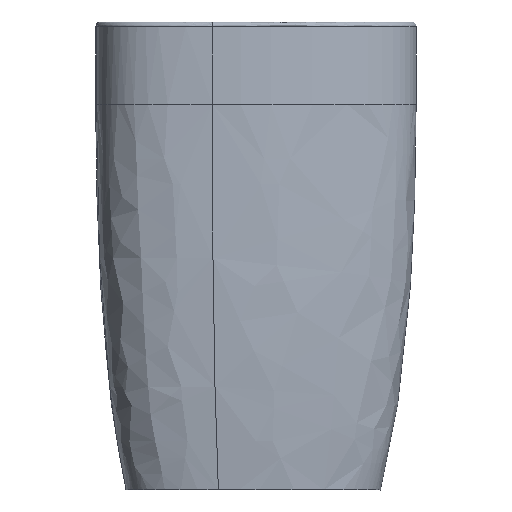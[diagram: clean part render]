
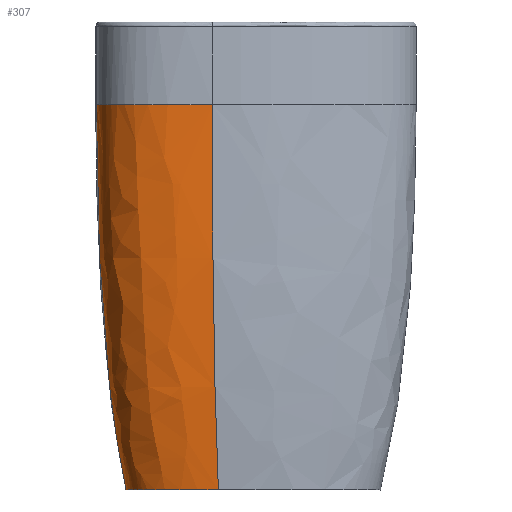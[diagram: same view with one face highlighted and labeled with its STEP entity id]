
A CAD part, front view. The second image highlights one B-rep face of the part: STEP entity #307.
In plain terms, the highlighted free-form (B-spline) face has degree [3, 2] with [7, 5] control points.
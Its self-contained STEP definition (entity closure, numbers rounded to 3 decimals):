
#307=ADVANCED_FACE('',(#466),#420,.T.);
#420=B_SPLINE_SURFACE_WITH_KNOTS('',3,2,((#3238,#3239,#3240,#3241,#3242),
(#3243,#3244,#3245,#3246,#3247),(#3248,#3249,#3250,#3251,#3252),(#3253,
#3254,#3255,#3256,#3257),(#3258,#3259,#3260,#3261,#3262),(#3263,#3264,#3265,
#3266,#3267),(#3268,#3269,#3270,#3271,#3272)),.UNSPECIFIED.,.F.,.F.,.F.,
(4,3,4),(3,2,3),(0.,0.01,1.),(0.,0.99,1.),
 .UNSPECIFIED.);
#466=FACE_OUTER_BOUND('',#561,.T.);
#561=EDGE_LOOP('',(#714,#715,#716,#717));
#714=ORIENTED_EDGE('',*,*,#1440,.T.);
#715=ORIENTED_EDGE('',*,*,#1459,.F.);
#716=ORIENTED_EDGE('',*,*,#1460,.F.);
#717=ORIENTED_EDGE('',*,*,#1461,.T.);
#1255=VERTEX_POINT('',#2134);
#1256=VERTEX_POINT('',#2138);
#1270=VERTEX_POINT('',#3229);
#1271=VERTEX_POINT('',#3233);
#1440=EDGE_CURVE('',#1256,#1255,#1722,.T.);
#1459=EDGE_CURVE('',#1270,#1255,#1741,.T.);
#1460=EDGE_CURVE('',#1271,#1270,#1742,.T.);
#1461=EDGE_CURVE('',#1271,#1256,#1743,.T.);
#1722=B_SPLINE_CURVE_WITH_KNOTS('',2,(#2135,#2136,#2137),.UNSPECIFIED.,
 .F.,.F.,(3,3),(0.,1.),.UNSPECIFIED.);
#1741=B_SPLINE_CURVE_WITH_KNOTS('',3,(#3188,#3189,#3190,#3191,#3192,#3193,
#3194,#3195,#3196,#3197,#3198,#3199,#3200,#3201,#3202,#3203,#3204,#3205,
#3206,#3207,#3208,#3209,#3210,#3211,#3212,#3213,#3214,#3215,#3216,#3217,
#3218,#3219,#3220,#3221,#3222,#3223,#3224,#3225,#3226,#3227,#3228),
 .UNSPECIFIED.,.F.,.F.,(4,2,2,1,1,1,1,1,2,2,1,1,1,1,1,1,2,2,1,1,1,1,1,1,
2,2,1,1,1,1,4),(0.,0.125,0.127,0.129,
0.133,0.141,0.156,0.187,
0.25,0.252,0.254,0.258,
0.266,0.281,0.312,0.375,
0.5,0.502,0.504,0.508,
0.516,0.531,0.562,0.625,
0.75,0.758,0.766,0.781,
0.812,0.875,1.),.UNSPECIFIED.);
#1742=B_SPLINE_CURVE_WITH_KNOTS('',2,(#3230,#3231,#3232),.UNSPECIFIED.,
 .F.,.F.,(3,3),(0.,1.),.UNSPECIFIED.);
#1743=B_SPLINE_CURVE_WITH_KNOTS('',3,(#3234,#3235,#3236,#3237),
 .UNSPECIFIED.,.F.,.F.,(4,4),(0.,1.),.UNSPECIFIED.);
#2134=CARTESIAN_POINT('',(1039.126,492.961,-849.972));
#2135=CARTESIAN_POINT('',(985.179,474.629,-149.972));
#2136=CARTESIAN_POINT('',(985.179,474.629,-602.249));
#2137=CARTESIAN_POINT('',(1039.126,492.961,-849.972));
#2138=CARTESIAN_POINT('',(985.179,474.629,-149.972));
#3188=CARTESIAN_POINT('',(1206.263,395.951,-849.972));
#3189=CARTESIAN_POINT('',(1195.678,395.246,-849.972));
#3190=CARTESIAN_POINT('',(1186.448,394.8,-849.972));
#3191=CARTESIAN_POINT('',(1178.45,394.611,-849.972));
#3192=CARTESIAN_POINT('',(1178.261,394.607,-849.972));
#3193=CARTESIAN_POINT('',(1177.951,394.6,-849.972));
#3194=CARTESIAN_POINT('',(1177.485,394.589,-849.972));
#3195=CARTESIAN_POINT('',(1176.402,394.567,-849.972));
#3196=CARTESIAN_POINT('',(1174.252,394.531,-849.972));
#3197=CARTESIAN_POINT('',(1170.013,394.487,-849.972));
#3198=CARTESIAN_POINT('',(1161.774,394.518,-849.972));
#3199=CARTESIAN_POINT('',(1155.127,394.749,-849.972));
#3200=CARTESIAN_POINT('',(1150.746,395.001,-849.972));
#3201=CARTESIAN_POINT('',(1150.546,395.013,-849.972));
#3202=CARTESIAN_POINT('',(1150.214,395.033,-849.972));
#3203=CARTESIAN_POINT('',(1149.716,395.063,-849.972));
#3204=CARTESIAN_POINT('',(1148.559,395.136,-849.972));
#3205=CARTESIAN_POINT('',(1146.263,395.294,-849.972));
#3206=CARTESIAN_POINT('',(1141.736,395.661,-849.972));
#3207=CARTESIAN_POINT('',(1132.952,396.59,-849.972));
#3208=CARTESIAN_POINT('',(1116.456,399.236,-849.972));
#3209=CARTESIAN_POINT('',(1104.158,402.852,-849.972));
#3210=CARTESIAN_POINT('',(1096.662,405.909,-849.972));
#3211=CARTESIAN_POINT('',(1096.488,405.98,-849.972));
#3212=CARTESIAN_POINT('',(1096.2,406.099,-849.972));
#3213=CARTESIAN_POINT('',(1095.768,406.278,-849.972));
#3214=CARTESIAN_POINT('',(1094.768,406.701,-849.972));
#3215=CARTESIAN_POINT('',(1092.789,407.567,-849.972));
#3216=CARTESIAN_POINT('',(1088.921,409.379,-849.972));
#3217=CARTESIAN_POINT('',(1081.551,413.327,-849.972));
#3218=CARTESIAN_POINT('',(1068.263,422.51,-849.972));
#3219=CARTESIAN_POINT('',(1059.367,432.592,-849.972));
#3220=CARTESIAN_POINT('',(1054.242,440.778,-849.972));
#3221=CARTESIAN_POINT('',(1053.995,441.181,-849.972));
#3222=CARTESIAN_POINT('',(1053.458,442.076,-849.972));
#3223=CARTESIAN_POINT('',(1052.662,443.429,-849.972));
#3224=CARTESIAN_POINT('',(1050.882,446.657,-849.972));
#3225=CARTESIAN_POINT('',(1047.623,453.395,-849.972));
#3226=CARTESIAN_POINT('',(1042.319,468.001,-849.972));
#3227=CARTESIAN_POINT('',(1039.849,482.46,-849.972));
#3228=CARTESIAN_POINT('',(1039.126,492.961,-849.972));
#3229=CARTESIAN_POINT('',(1206.263,395.951,-849.972));
#3230=CARTESIAN_POINT('',(1195.296,352.672,-149.972));
#3231=CARTESIAN_POINT('',(1195.296,352.672,-602.249));
#3232=CARTESIAN_POINT('',(1206.263,395.951,-849.972));
#3233=CARTESIAN_POINT('',(1195.296,352.672,-149.972));
#3234=CARTESIAN_POINT('',(1195.296,352.672,-149.972));
#3235=CARTESIAN_POINT('',(1110.639,347.031,-149.972));
#3236=CARTESIAN_POINT('',(993.992,346.59,-149.972));
#3237=CARTESIAN_POINT('',(985.179,474.629,-149.972));
#3238=CARTESIAN_POINT('',(1197.835,352.841,-149.972));
#3239=CARTESIAN_POINT('',(1197.835,352.841,-602.249));
#3240=CARTESIAN_POINT('',(1208.283,396.086,-849.972));
#3241=CARTESIAN_POINT('',(1208.387,396.518,-852.449));
#3242=CARTESIAN_POINT('',(1208.492,396.951,-854.926));
#3243=CARTESIAN_POINT('',(1196.989,352.785,-149.972));
#3244=CARTESIAN_POINT('',(1196.989,352.785,-602.249));
#3245=CARTESIAN_POINT('',(1207.609,396.041,-849.972));
#3246=CARTESIAN_POINT('',(1207.716,396.474,-852.449));
#3247=CARTESIAN_POINT('',(1207.822,396.906,-854.926));
#3248=CARTESIAN_POINT('',(1196.142,352.729,-149.972));
#3249=CARTESIAN_POINT('',(1196.142,352.729,-602.249));
#3250=CARTESIAN_POINT('',(1206.936,395.996,-849.972));
#3251=CARTESIAN_POINT('',(1207.044,396.429,-852.449));
#3252=CARTESIAN_POINT('',(1207.152,396.862,-854.926));
#3253=CARTESIAN_POINT('',(1195.296,352.672,-149.972));
#3254=CARTESIAN_POINT('',(1195.296,352.672,-602.249));
#3255=CARTESIAN_POINT('',(1206.263,395.951,-849.972));
#3256=CARTESIAN_POINT('',(1206.372,396.384,-852.449));
#3257=CARTESIAN_POINT('',(1206.482,396.817,-854.926));
#3258=CARTESIAN_POINT('',(1110.639,347.031,-149.972));
#3259=CARTESIAN_POINT('',(1110.639,347.031,-602.249));
#3260=CARTESIAN_POINT('',(1138.923,391.464,-849.972));
#3261=CARTESIAN_POINT('',(1139.206,391.908,-852.449));
#3262=CARTESIAN_POINT('',(1139.489,392.353,-854.926));
#3263=CARTESIAN_POINT('',(993.992,346.59,-149.972));
#3264=CARTESIAN_POINT('',(993.992,346.59,-602.249));
#3265=CARTESIAN_POINT('',(1046.136,391.113,-849.972));
#3266=CARTESIAN_POINT('',(1046.658,391.558,-852.449));
#3267=CARTESIAN_POINT('',(1047.179,392.004,-854.926));
#3268=CARTESIAN_POINT('',(985.179,474.629,-149.972));
#3269=CARTESIAN_POINT('',(985.179,474.629,-602.249));
#3270=CARTESIAN_POINT('',(1039.126,492.961,-849.972));
#3271=CARTESIAN_POINT('',(1039.666,493.144,-852.449));
#3272=CARTESIAN_POINT('',(1040.205,493.328,-854.926));
